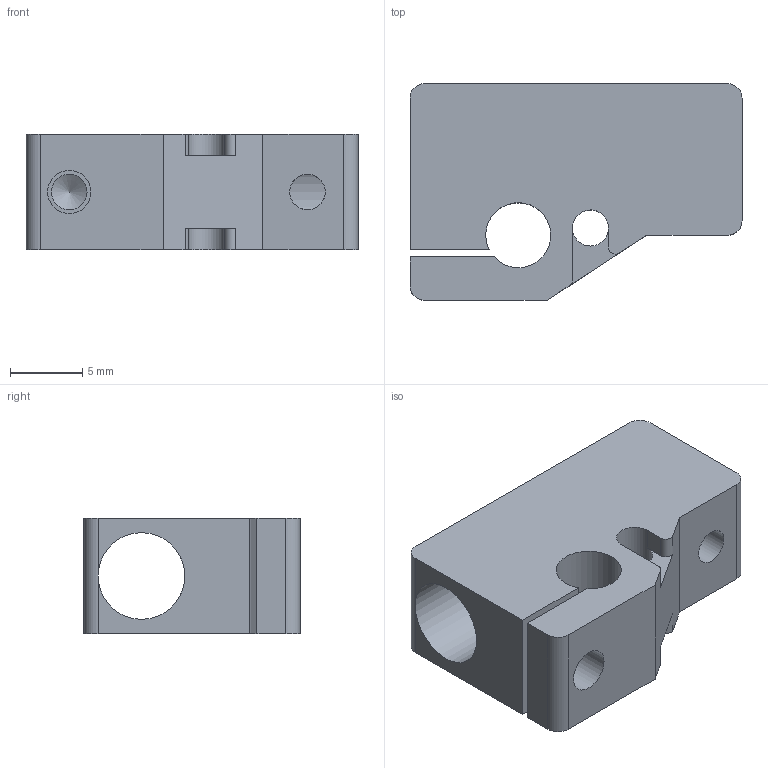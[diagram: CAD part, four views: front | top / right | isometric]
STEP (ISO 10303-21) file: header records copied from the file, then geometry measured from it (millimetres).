
FILE_DESCRIPTION((''),'2;1');
FILE_NAME('HEATER BLOCK.stp','2015-01-29T13:12:08',('jge'),(''),'Autodesk Inventor 2012','Autodesk Inventor 2012','');
FILE_SCHEMA(('AUTOMOTIVE_DESIGN { 1 0 10303 214 1 1 1 1 }'));
Length unit declared in the file: millimetre
Products named in the file (1): HEATERBLOCK
Bounding box: 23 x 15 x 8 mm (x, y, z)
Volume: 1482.4 mm3; surface area: 1805.7 mm2
Topology: 1 solids, 1 shells, 32 faces, 98 edges, 64 vertices
Faces by surface type: plane 17, cylinder 14, cone 1
Full cylindrical faces by diameter (mm): 2.459 x2, 2.5 x1, 3 x1, 6 x1
Entity records: 1106 total; most frequent: CARTESIAN_POINT 214, DIRECTION 182, ORIENTED_EDGE 176, EDGE_CURVE 88, AXIS2_PLACEMENT_3D 62, VERTEX_POINT 60, VECTOR 58, LINE 58
